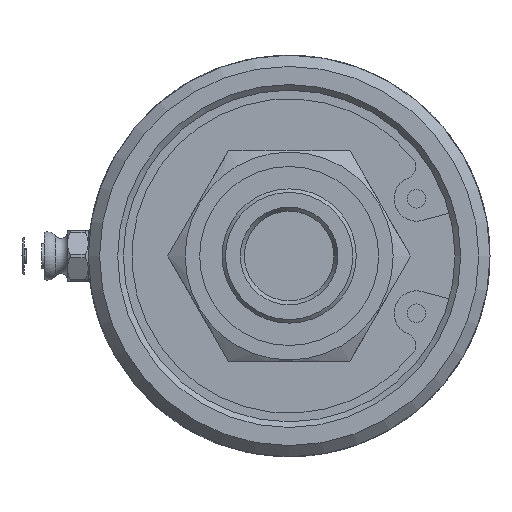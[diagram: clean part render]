
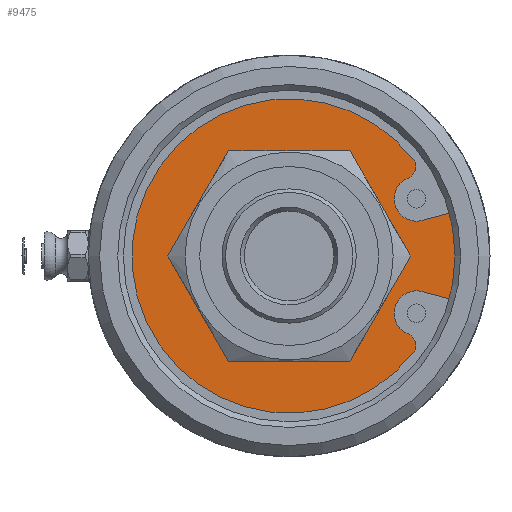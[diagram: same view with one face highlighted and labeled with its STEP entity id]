
A CAD part, left-side view. The second image highlights one B-rep face of the part: STEP entity #9475.
In plain terms, the highlighted planar face has unit normal (-1, 0, 0).
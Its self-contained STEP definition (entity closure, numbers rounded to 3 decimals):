
#427=FACE_BOUND('',#2981,.T.);
#477=LINE('',#12869,#942);
#485=LINE('',#12892,#950);
#942=VECTOR('',#10743,10.);
#950=VECTOR('',#10765,10.);
#1676=CIRCLE('',#9907,22.303);
#1678=CIRCLE('',#9910,1.758);
#1680=CIRCLE('',#9913,3.17);
#1682=CIRCLE('',#9917,1.758);
#1684=CIRCLE('',#9920,3.17);
#1767=CIRCLE('',#10067,13.9);
#1768=CIRCLE('',#10068,13.9);
#1854=CIRCLE('',#10229,25.375);
#2167=PLANE('',#10228);
#2417=FACE_OUTER_BOUND('',#2980,.T.);
#2980=EDGE_LOOP('',(#7124,#7125,#7126,#7127,#7128,#7129,#7130,#7131));
#2981=EDGE_LOOP('',(#7132,#7133));
#3885=VERTEX_POINT('',#12848);
#3886=VERTEX_POINT('',#12850);
#3888=VERTEX_POINT('',#12856);
#3890=VERTEX_POINT('',#12862);
#3892=VERTEX_POINT('',#12868);
#3895=VERTEX_POINT('',#12876);
#3897=VERTEX_POINT('',#12882);
#3900=VERTEX_POINT('',#12890);
#4035=VERTEX_POINT('',#13561);
#4036=VERTEX_POINT('',#13562);
#4852=EDGE_CURVE('',#3886,#3885,#1676,.T.);
#4855=EDGE_CURVE('',#3888,#3886,#1678,.T.);
#4858=EDGE_CURVE('',#3890,#3888,#1680,.T.);
#4861=EDGE_CURVE('',#3892,#3890,#477,.T.);
#4866=EDGE_CURVE('',#3885,#3895,#1682,.T.);
#4869=EDGE_CURVE('',#3895,#3897,#1684,.T.);
#4873=EDGE_CURVE('',#3897,#3900,#485,.T.);
#5062=EDGE_CURVE('',#4035,#4036,#1767,.T.);
#5063=EDGE_CURVE('',#4036,#4035,#1768,.T.);
#5270=EDGE_CURVE('',#3892,#3900,#1854,.T.);
#7124=ORIENTED_EDGE('',*,*,#4861,.T.);
#7125=ORIENTED_EDGE('',*,*,#4858,.T.);
#7126=ORIENTED_EDGE('',*,*,#4855,.T.);
#7127=ORIENTED_EDGE('',*,*,#4852,.T.);
#7128=ORIENTED_EDGE('',*,*,#4866,.T.);
#7129=ORIENTED_EDGE('',*,*,#4869,.T.);
#7130=ORIENTED_EDGE('',*,*,#4873,.T.);
#7131=ORIENTED_EDGE('',*,*,#5270,.F.);
#7132=ORIENTED_EDGE('',*,*,#5062,.T.);
#7133=ORIENTED_EDGE('',*,*,#5063,.T.);
#9475=ADVANCED_FACE('',(#2417,#427),#2167,.F.);
#9907=AXIS2_PLACEMENT_3D('',#12851,#10723,#10724);
#9910=AXIS2_PLACEMENT_3D('',#12857,#10730,#10731);
#9913=AXIS2_PLACEMENT_3D('',#12863,#10737,#10738);
#9917=AXIS2_PLACEMENT_3D('',#12878,#10751,#10752);
#9920=AXIS2_PLACEMENT_3D('',#12884,#10758,#10759);
#10067=AXIS2_PLACEMENT_3D('',#13563,#11097,#11098);
#10068=AXIS2_PLACEMENT_3D('',#13564,#11099,#11100);
#10228=AXIS2_PLACEMENT_3D('',#15403,#11475,#11476);
#10229=AXIS2_PLACEMENT_3D('',#15404,#11477,#11478);
#10723=DIRECTION('center_axis',(-1.,0.,0.));
#10724=DIRECTION('ref_axis',(0.,0.796,0.605));
#10730=DIRECTION('center_axis',(-1.,0.,0.));
#10731=DIRECTION('ref_axis',(0.,0.881,-0.473));
#10737=DIRECTION('center_axis',(1.,0.,0.));
#10738=DIRECTION('ref_axis',(0.,-0.259,-0.966));
#10743=DIRECTION('',(0.,0.966,-0.259));
#10751=DIRECTION('center_axis',(-1.,0.,0.));
#10752=DIRECTION('ref_axis',(0.,0.488,-0.873));
#10758=DIRECTION('center_axis',(1.,0.,0.));
#10759=DIRECTION('ref_axis',(0.,0.315,-0.949));
#10765=DIRECTION('',(0.,-0.966,-0.259));
#11097=DIRECTION('center_axis',(1.,0.,0.));
#11098=DIRECTION('ref_axis',(0.,0.,
-1.));
#11099=DIRECTION('center_axis',(1.,0.,0.));
#11100=DIRECTION('ref_axis',(0.,0.,
-1.));
#11475=DIRECTION('center_axis',(1.,0.,0.));
#11476=DIRECTION('ref_axis',(0.,0.,-1.));
#11477=DIRECTION('center_axis',(1.,0.,0.));
#11478=DIRECTION('ref_axis',(0.,1.,0.));
#12848=CARTESIAN_POINT('',(5.217,-17.755,-13.497));
#12850=CARTESIAN_POINT('',(5.217,-17.755,13.497));
#12851=CARTESIAN_POINT('Origin',(5.217,0.,0.));
#12856=CARTESIAN_POINT('',(5.217,-17.064,11.13));
#12857=CARTESIAN_POINT('Origin',(5.217,-16.206,12.665));
#12862=CARTESIAN_POINT('',(5.217,-18.884,5.06));
#12863=CARTESIAN_POINT('Origin',(5.217,-18.064,8.122));
#12868=CARTESIAN_POINT('',(5.217,-24.51,6.568));
#12869=CARTESIAN_POINT('',(5.217,-0.608,0.163));
#12876=CARTESIAN_POINT('',(5.217,-17.064,-11.13));
#12878=CARTESIAN_POINT('Origin',(5.217,-16.206,-12.665));
#12882=CARTESIAN_POINT('',(5.217,-18.884,-5.06));
#12884=CARTESIAN_POINT('Origin',(5.217,-18.064,-8.122));
#12890=CARTESIAN_POINT('',(5.217,-24.51,-6.568));
#12892=CARTESIAN_POINT('',(5.217,-3.421,-0.917));
#13561=CARTESIAN_POINT('',(5.217,0.,-13.9));
#13562=CARTESIAN_POINT('',(5.217,0.,13.9));
#13563=CARTESIAN_POINT('Origin',(5.217,0.,
0.));
#13564=CARTESIAN_POINT('Origin',(5.217,0.,
0.));
#15403=CARTESIAN_POINT('Origin',(5.217,18.938,0.));
#15404=CARTESIAN_POINT('Origin',(5.217,0.,0.));
